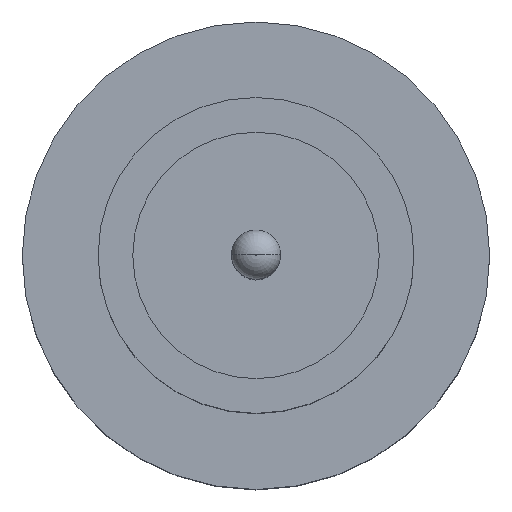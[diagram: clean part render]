
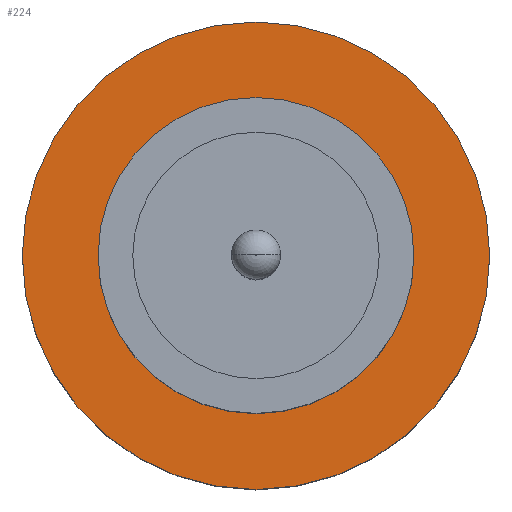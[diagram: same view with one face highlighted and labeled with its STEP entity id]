
A CAD part, top view. The second image highlights one B-rep face of the part: STEP entity #224.
In plain terms, the highlighted planar face has unit normal (0, 0, 1).
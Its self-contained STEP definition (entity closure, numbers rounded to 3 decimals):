
#19 = ORIENTED_EDGE ( 'NONE', *, *, #132, .F. ) ;
#29 = DIRECTION ( 'NONE',  ( 1., 0., 0. ) ) ;
#30 = AXIS2_PLACEMENT_3D ( 'NONE', #253, #378, #259 ) ;
#44 = EDGE_CURVE ( 'NONE', #805, #323, #234, .T. ) ;
#78 = AXIS2_PLACEMENT_3D ( 'NONE', #461, #757, #331 ) ;
#96 = AXIS2_PLACEMENT_3D ( 'NONE', #534, #596, #235 ) ;
#108 = CIRCLE ( 'NONE', #672, 1.25 ) ;
#132 = EDGE_CURVE ( 'NONE', #748, #502, #729, .T. ) ;
#136 = EDGE_CURVE ( 'NONE', #323, #805, #627, .T. ) ;
#193 = CARTESIAN_POINT ( 'NONE',  ( 1.85, 0., 1.55 ) ) ;
#224 = ADVANCED_FACE ( 'NONE', ( #505, #233 ), #478, .T. ) ;
#233 = FACE_OUTER_BOUND ( 'NONE', #737, .T. ) ;
#234 = CIRCLE ( 'NONE', #30, 1.85 ) ;
#235 = DIRECTION ( 'NONE',  ( 1., 0., 0. ) ) ;
#253 = CARTESIAN_POINT ( 'NONE',  ( 0., 0., 1.55 ) ) ;
#259 = DIRECTION ( 'NONE',  ( 1., 0., 0. ) ) ;
#291 = CARTESIAN_POINT ( 'NONE',  ( 0., 0., 1.55 ) ) ;
#318 = CARTESIAN_POINT ( 'NONE',  ( -1.25, 0., 1.55 ) ) ;
#323 = VERTEX_POINT ( 'NONE', #349 ) ;
#331 = DIRECTION ( 'NONE',  ( 1., 0., 0. ) ) ;
#332 = DIRECTION ( 'NONE',  ( 0., 0., 1. ) ) ;
#349 = CARTESIAN_POINT ( 'NONE',  ( -1.85, 0., 1.55 ) ) ;
#378 = DIRECTION ( 'NONE',  ( 0., 0., 1. ) ) ;
#389 = CARTESIAN_POINT ( 'NONE',  ( 0., 0., 1.55 ) ) ;
#449 = EDGE_LOOP ( 'NONE', ( #604, #19 ) ) ;
#461 = CARTESIAN_POINT ( 'NONE',  ( 0., 0., 1.55 ) ) ;
#478 = PLANE ( 'NONE',  #96 ) ;
#502 = VERTEX_POINT ( 'NONE', #676 ) ;
#505 = FACE_BOUND ( 'NONE', #449, .T. ) ;
#514 = DIRECTION ( 'NONE',  ( 1., 0., 0. ) ) ;
#516 = EDGE_CURVE ( 'NONE', #502, #748, #108, .T. ) ;
#534 = CARTESIAN_POINT ( 'NONE',  ( 0., 0., 1.55 ) ) ;
#575 = DIRECTION ( 'NONE',  ( 0., 0., 1. ) ) ;
#596 = DIRECTION ( 'NONE',  ( 0., 0., 1. ) ) ;
#604 = ORIENTED_EDGE ( 'NONE', *, *, #516, .F. ) ;
#627 = CIRCLE ( 'NONE', #78, 1.85 ) ;
#657 = AXIS2_PLACEMENT_3D ( 'NONE', #389, #332, #514 ) ;
#672 = AXIS2_PLACEMENT_3D ( 'NONE', #291, #575, #29 ) ;
#676 = CARTESIAN_POINT ( 'NONE',  ( 1.25, 0., 1.55 ) ) ;
#698 = ORIENTED_EDGE ( 'NONE', *, *, #136, .T. ) ;
#715 = ORIENTED_EDGE ( 'NONE', *, *, #44, .T. ) ;
#729 = CIRCLE ( 'NONE', #657, 1.25 ) ;
#737 = EDGE_LOOP ( 'NONE', ( #698, #715 ) ) ;
#748 = VERTEX_POINT ( 'NONE', #318 ) ;
#757 = DIRECTION ( 'NONE',  ( 0., 0., 1. ) ) ;
#805 = VERTEX_POINT ( 'NONE', #193 ) ;
